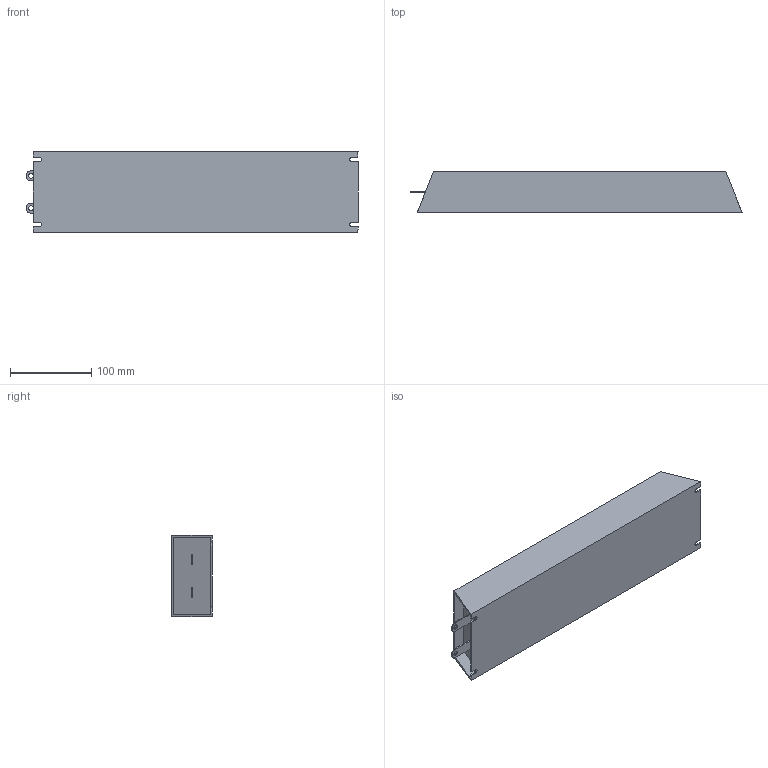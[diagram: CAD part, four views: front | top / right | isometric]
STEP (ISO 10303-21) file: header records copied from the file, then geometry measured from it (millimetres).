
FILE_DESCRIPTION (( 'STEP AP214' ), '1' );
FILE_NAME ('GS-4010-BR.step', '2016-03-16T16:53:50', ( '' ), ( '' ), 'SwSTEP 2.0', 'SolidWorks 2015', '' );
FILE_SCHEMA (( 'AUTOMOTIVE_DESIGN' ));
Length unit declared in the file: millimetre
Products named in the file (1): GS-4010-BR
Bounding box: 409.05 x 50 x 100 mm (x, y, z)
Volume: 1758037.1 mm3; surface area: 135489.2 mm2
Topology: 3 solids, 3 shells, 46 faces, 120 edges, 80 vertices
Faces by surface type: plane 36, cylinder 10
Entity records: 1464 total; most frequent: CARTESIAN_POINT 247, ORIENTED_EDGE 240, DIRECTION 234, EDGE_CURVE 120, LINE 100, VECTOR 100, VERTEX_POINT 80, AXIS2_PLACEMENT_3D 67
